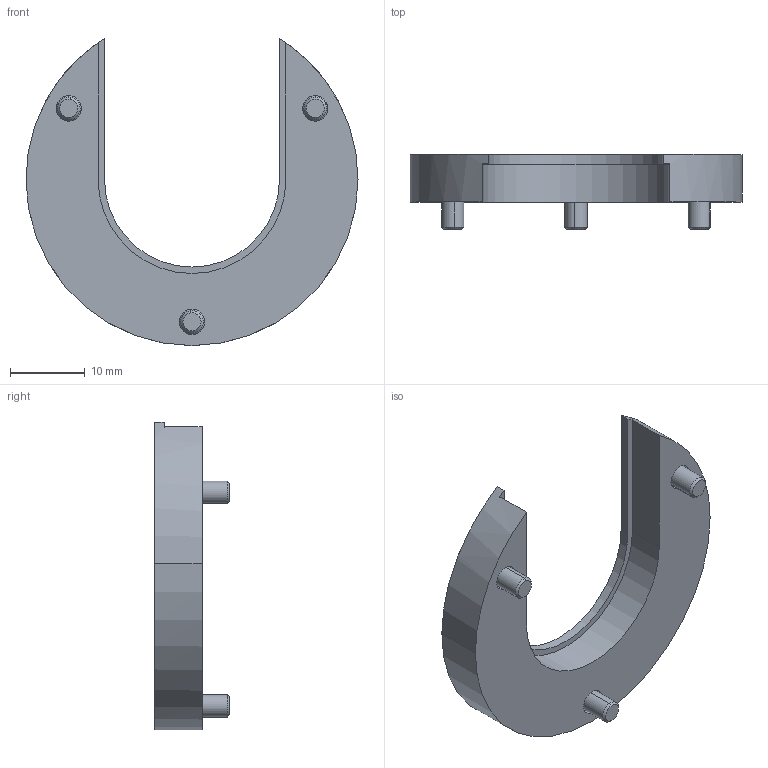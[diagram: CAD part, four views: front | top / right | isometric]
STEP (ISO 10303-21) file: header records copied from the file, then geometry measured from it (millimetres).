
FILE_DESCRIPTION (( 'STEP AP203' ), '1' );
FILE_NAME ('S8025S01.STEP', '2015-10-06T14:43:55', ( '' ), ( '' ), 'SwSTEP 2.0', 'SolidWorks 2015', '' );
FILE_SCHEMA (( 'CONFIG_CONTROL_DESIGN' ));
Length unit declared in the file: inch
Products named in the file (3): S8025S02; Socket Countersunk Head Screw_AM_B18.3.5M - 3 x 0.5 x 10 Socket FCHS  -- 10N; S8025S01
Assembly tree (4 placements, depth 2):
  S8025S01
    S8025S02
    Socket Countersunk Head Screw_AM_B18.3.5M - 3 x 0.5 x 10 Socket FCHS  -- 10N  x3
Bounding box: 44.45 x 10 x 41.12 mm (x, y, z)
Volume: 5045.8 mm3; surface area: 3451.1 mm2
Topology: 4 solids, 4 shells, 102 faces, 237 edges, 137 vertices
Faces by surface type: plane 49, cone 24, cylinder 23, torus 6
Entity records: 1865 total; most frequent: DIRECTION 290, CARTESIAN_POINT 264, ORIENTED_EDGE 246, EDGE_CURVE 123, AXIS2_PLACEMENT_3D 113, VERTEX_POINT 75, VECTOR 64, LINE 64
